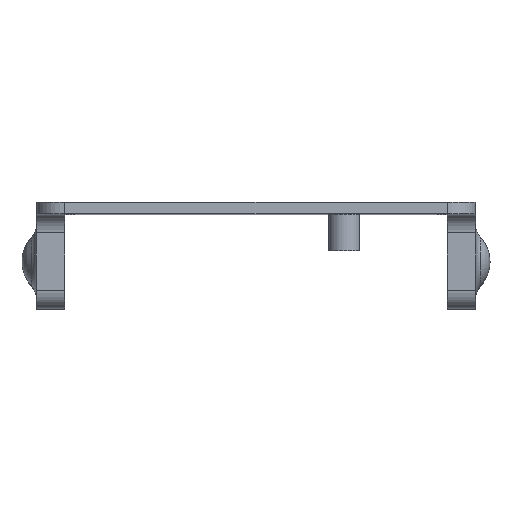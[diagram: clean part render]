
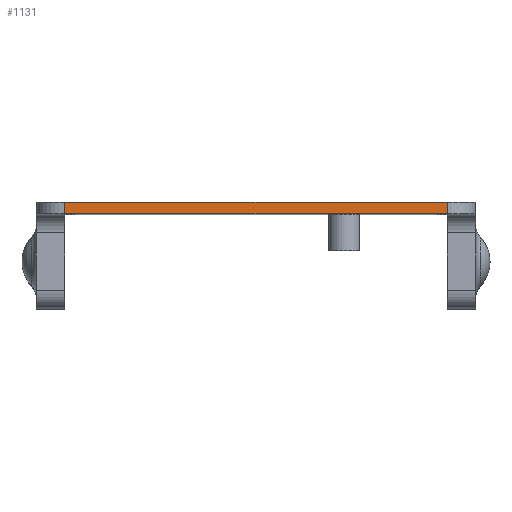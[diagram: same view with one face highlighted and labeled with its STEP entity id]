
A CAD part, top view. The second image highlights one B-rep face of the part: STEP entity #1131.
In plain terms, the highlighted planar face has unit normal (0, 0, 1).
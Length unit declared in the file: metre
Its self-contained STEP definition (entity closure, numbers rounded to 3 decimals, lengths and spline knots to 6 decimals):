
#22=PLANE('',#1212);
#55=LINE('',#1700,#163);
#56=LINE('',#1702,#164);
#57=LINE('',#1704,#165);
#58=LINE('',#1706,#166);
#163=VECTOR('',#1342,1.);
#164=VECTOR('',#1345,1.);
#165=VECTOR('',#1346,1.);
#166=VECTOR('',#1347,1.);
#274=ORIENTED_EDGE('',*,*,#610,.F.);
#275=ORIENTED_EDGE('',*,*,#609,.F.);
#276=ORIENTED_EDGE('',*,*,#611,.T.);
#277=ORIENTED_EDGE('',*,*,#612,.T.);
#609=EDGE_CURVE('',#777,#775,#55,.T.);
#610=EDGE_CURVE('',#775,#778,#56,.T.);
#611=EDGE_CURVE('',#777,#779,#57,.T.);
#612=EDGE_CURVE('',#779,#778,#58,.T.);
#775=VERTEX_POINT('',#1695);
#777=VERTEX_POINT('',#1699);
#778=VERTEX_POINT('',#1703);
#779=VERTEX_POINT('',#1705);
#950=EDGE_LOOP('',(#274,#275,#276,#277));
#1028=FACE_BOUND('',#950,.T.);
#1131=ADVANCED_FACE('',(#1028),#22,.T.);
#1212=AXIS2_PLACEMENT_3D('',#1701,#1343,#1344);
#1342=DIRECTION('',(0.,1.,0.));
#1343=DIRECTION('',(0.,0.,1.));
#1344=DIRECTION('',(0.,-1.,0.));
#1345=DIRECTION('',(1.,0.,0.));
#1346=DIRECTION('',(1.,0.,0.));
#1347=DIRECTION('',(0.,1.,0.));
#1695=CARTESIAN_POINT('',(-0.01,0.006395,0.033));
#1699=CARTESIAN_POINT('',(-0.01,0.005795,0.033));
#1700=CARTESIAN_POINT('',(-0.01,0.005795,0.033));
#1701=CARTESIAN_POINT('',(-0.005,0.005795,0.033));
#1702=CARTESIAN_POINT('',(-0.005,0.006395,0.033));
#1703=CARTESIAN_POINT('',(0.01,0.006395,0.033));
#1704=CARTESIAN_POINT('',(-0.005,0.005795,0.033));
#1705=CARTESIAN_POINT('',(0.01,0.005795,0.033));
#1706=CARTESIAN_POINT('',(0.01,0.005795,0.033));
